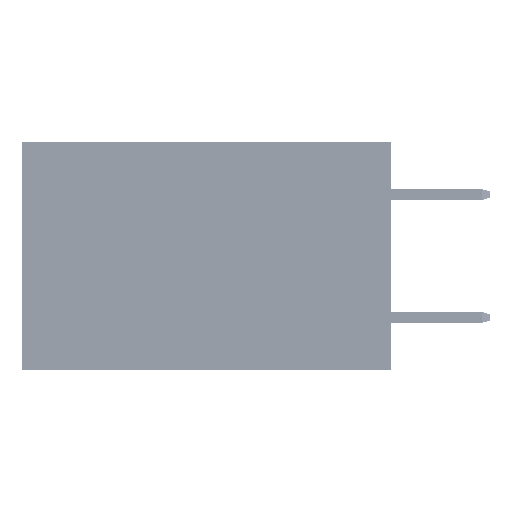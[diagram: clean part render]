
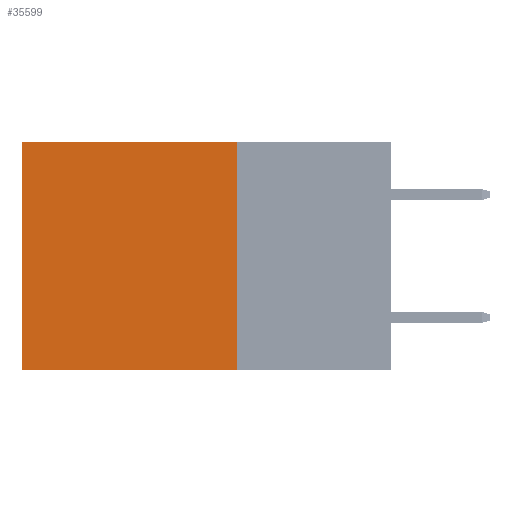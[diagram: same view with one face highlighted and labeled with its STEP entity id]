
A CAD part, left-side view. The second image highlights one B-rep face of the part: STEP entity #35599.
In plain terms, the highlighted planar face has unit normal (-1, 0, 0).
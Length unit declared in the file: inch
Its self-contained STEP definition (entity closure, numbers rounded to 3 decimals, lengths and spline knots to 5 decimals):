
#794 = VERTEX_POINT ( 'NONE', #40224 ) ;
#1480 = DIRECTION ( 'NONE',  ( 0., 0., -1. ) ) ;
#1556 = VERTEX_POINT ( 'NONE', #46617 ) ;
#3070 = VECTOR ( 'NONE', #1480, 39.37008 ) ;
#5362 = DIRECTION ( 'NONE',  ( 0., 0., -1. ) ) ;
#7070 = LINE ( 'NONE', #40419, #34144 ) ;
#8637 = CARTESIAN_POINT ( 'NONE',  ( 0.2875, 0.25, -0.37 ) ) ;
#9224 = EDGE_CURVE ( 'NONE', #1556, #32153, #39771, .T. ) ;
#13799 = DIRECTION ( 'NONE',  ( 0., 1., 0. ) ) ;
#14766 = DIRECTION ( 'NONE',  ( 1., 0., 0. ) ) ;
#14964 = AXIS2_PLACEMENT_3D ( 'NONE', #25858, #14766, #21962 ) ;
#16355 = EDGE_CURVE ( 'NONE', #20045, #794, #7070, .T. ) ;
#18028 = VECTOR ( 'NONE', #38994, 39.37008 ) ;
#18287 = PLANE ( 'NONE',  #14964 ) ;
#19157 = ORIENTED_EDGE ( 'NONE', *, *, #20236, .F. ) ;
#19877 = FACE_OUTER_BOUND ( 'NONE', #23967, .T. ) ;
#20045 = VERTEX_POINT ( 'NONE', #34944 ) ;
#20236 = EDGE_CURVE ( 'NONE', #20045, #1556, #38655, .T. ) ;
#21962 = DIRECTION ( 'NONE',  ( 0., 0., -1. ) ) ;
#23967 = EDGE_LOOP ( 'NONE', ( #32196, #39157, #19157, #47499 ) ) ;
#25858 = CARTESIAN_POINT ( 'NONE',  ( 0.2875, 0.25, 0. ) ) ;
#27107 = LINE ( 'NONE', #35853, #47654 ) ;
#32153 = VERTEX_POINT ( 'NONE', #39110 ) ;
#32196 = ORIENTED_EDGE ( 'NONE', *, *, #35302, .T. ) ;
#32237 = CARTESIAN_POINT ( 'NONE',  ( 0.2875, 0.25, 0. ) ) ;
#34144 = VECTOR ( 'NONE', #13799, 39.37008 ) ;
#34944 = CARTESIAN_POINT ( 'NONE',  ( 0.2875, 0.25, 0. ) ) ;
#35302 = EDGE_CURVE ( 'NONE', #794, #32153, #27107, .T. ) ;
#35599 = ADVANCED_FACE ( 'NONE', ( #19877 ), #18287, .F. ) ;
#35853 = CARTESIAN_POINT ( 'NONE',  ( 0.2875, 0.6, 0. ) ) ;
#38655 = LINE ( 'NONE', #32237, #3070 ) ;
#38994 = DIRECTION ( 'NONE',  ( 0., 1., 0. ) ) ;
#39110 = CARTESIAN_POINT ( 'NONE',  ( 0.2875, 0.6, -0.37 ) ) ;
#39157 = ORIENTED_EDGE ( 'NONE', *, *, #9224, .F. ) ;
#39771 = LINE ( 'NONE', #8637, #18028 ) ;
#40224 = CARTESIAN_POINT ( 'NONE',  ( 0.2875, 0.6, 0. ) ) ;
#40419 = CARTESIAN_POINT ( 'NONE',  ( 0.2875, 0.25, 0. ) ) ;
#46617 = CARTESIAN_POINT ( 'NONE',  ( 0.2875, 0.25, -0.37 ) ) ;
#47499 = ORIENTED_EDGE ( 'NONE', *, *, #16355, .T. ) ;
#47654 = VECTOR ( 'NONE', #5362, 39.37008 ) ;
